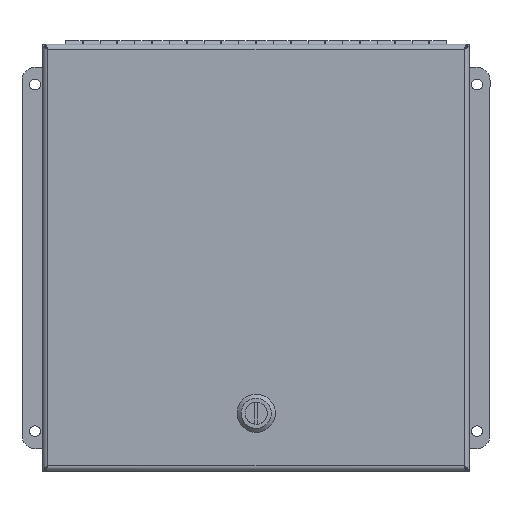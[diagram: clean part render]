
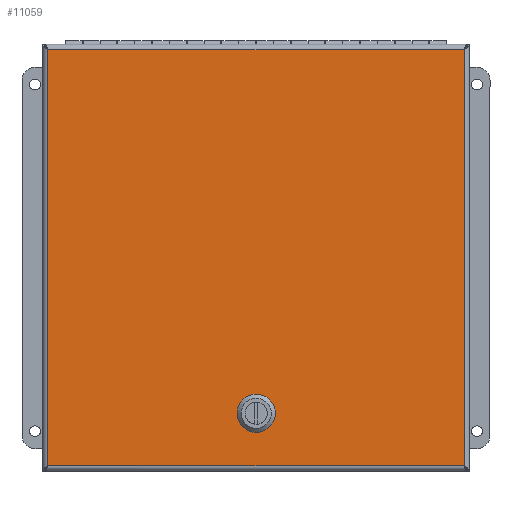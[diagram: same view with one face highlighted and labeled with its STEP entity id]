
A CAD part, top view. The second image highlights one B-rep face of the part: STEP entity #11059.
In plain terms, the highlighted face is planar.
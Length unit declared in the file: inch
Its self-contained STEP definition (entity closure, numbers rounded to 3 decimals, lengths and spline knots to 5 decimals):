
#237=FACE_BOUND('',#1783,.T.);
#316=CIRCLE('',#12019,0.45);
#318=CIRCLE('',#12023,0.45);
#320=CIRCLE('',#12027,0.45);
#322=CIRCLE('',#12031,0.45);
#1138=FACE_OUTER_BOUND('',#1782,.T.);
#1782=EDGE_LOOP('',(#7318,#7319,#7320,#7321));
#1783=EDGE_LOOP('',(#7322,#7323,#7324,#7325,#7326,#7327,#7328,#7329));
#2491=LINE('',#16424,#3526);
#2513=LINE('',#16605,#3548);
#2524=LINE('',#16791,#3559);
#2528=LINE('',#16803,#3563);
#2532=LINE('',#16815,#3567);
#2536=LINE('',#16826,#3571);
#2538=LINE('',#16830,#3573);
#2540=LINE('',#16833,#3575);
#3526=VECTOR('',#13123,0.3937);
#3548=VECTOR('',#13165,0.3937);
#3559=VECTOR('',#13194,0.3937);
#3563=VECTOR('',#13206,0.3937);
#3567=VECTOR('',#13218,0.3937);
#3571=VECTOR('',#13230,0.3937);
#3573=VECTOR('',#13236,0.3937);
#3575=VECTOR('',#13240,0.3937);
#4539=VERTEX_POINT('',#16299);
#4554=VERTEX_POINT('',#16423);
#4564=VERTEX_POINT('',#16520);
#4574=VERTEX_POINT('',#16599);
#4575=VERTEX_POINT('',#16781);
#4576=VERTEX_POINT('',#16782);
#4579=VERTEX_POINT('',#16790);
#4581=VERTEX_POINT('',#16796);
#4583=VERTEX_POINT('',#16802);
#4585=VERTEX_POINT('',#16808);
#4587=VERTEX_POINT('',#16814);
#4589=VERTEX_POINT('',#16820);
#5558=EDGE_CURVE('',#4554,#4539,#2491,.T.);
#5593=EDGE_CURVE('',#4564,#4574,#2513,.T.);
#5607=EDGE_CURVE('',#4575,#4576,#316,.T.);
#5611=EDGE_CURVE('',#4579,#4575,#2524,.T.);
#5614=EDGE_CURVE('',#4581,#4579,#318,.T.);
#5617=EDGE_CURVE('',#4583,#4581,#2528,.T.);
#5620=EDGE_CURVE('',#4585,#4583,#320,.T.);
#5623=EDGE_CURVE('',#4587,#4585,#2532,.T.);
#5626=EDGE_CURVE('',#4589,#4587,#322,.T.);
#5629=EDGE_CURVE('',#4576,#4589,#2536,.T.);
#5631=EDGE_CURVE('',#4574,#4554,#2538,.T.);
#5633=EDGE_CURVE('',#4539,#4564,#2540,.T.);
#7318=ORIENTED_EDGE('',*,*,#5593,.T.);
#7319=ORIENTED_EDGE('',*,*,#5631,.T.);
#7320=ORIENTED_EDGE('',*,*,#5558,.T.);
#7321=ORIENTED_EDGE('',*,*,#5633,.T.);
#7322=ORIENTED_EDGE('',*,*,#5607,.T.);
#7323=ORIENTED_EDGE('',*,*,#5629,.T.);
#7324=ORIENTED_EDGE('',*,*,#5626,.T.);
#7325=ORIENTED_EDGE('',*,*,#5623,.T.);
#7326=ORIENTED_EDGE('',*,*,#5620,.T.);
#7327=ORIENTED_EDGE('',*,*,#5617,.T.);
#7328=ORIENTED_EDGE('',*,*,#5614,.T.);
#7329=ORIENTED_EDGE('',*,*,#5611,.T.);
#10306=PLANE('',#12038);
#11059=ADVANCED_FACE('',(#1138,#237),#10306,.F.);
#12019=AXIS2_PLACEMENT_3D('',#16783,#13186,#13187);
#12023=AXIS2_PLACEMENT_3D('',#16797,#13199,#13200);
#12027=AXIS2_PLACEMENT_3D('',#16809,#13211,#13212);
#12031=AXIS2_PLACEMENT_3D('',#16821,#13223,#13224);
#12038=AXIS2_PLACEMENT_3D('',#16835,#13243,#13244);
#13123=DIRECTION('',(0.,1.,0.));
#13165=DIRECTION('',(0.,-1.,0.));
#13186=DIRECTION('center_axis',(0.,0.,1.));
#13187=DIRECTION('ref_axis',(-0.889,0.458,0.));
#13194=DIRECTION('',(-1.,0.,0.));
#13199=DIRECTION('center_axis',(0.,0.,1.));
#13200=DIRECTION('ref_axis',(0.458,0.889,0.));
#13206=DIRECTION('',(0.,1.,0.));
#13211=DIRECTION('center_axis',(0.,0.,1.));
#13212=DIRECTION('ref_axis',(0.889,-0.458,0.));
#13218=DIRECTION('',(1.,0.,0.));
#13223=DIRECTION('center_axis',(0.,0.,1.));
#13224=DIRECTION('ref_axis',(-0.458,-0.889,0.));
#13230=DIRECTION('',(0.,-1.,0.));
#13236=DIRECTION('',(-1.,0.,0.));
#13240=DIRECTION('',(1.,0.,0.));
#13243=DIRECTION('center_axis',(0.,0.,1.));
#13244=DIRECTION('ref_axis',(1.,0.,0.));
#16299=CARTESIAN_POINT('',(0.15275,12.15975,0.));
#16423=CARTESIAN_POINT('',(0.15275,0.15275,0.));
#16424=CARTESIAN_POINT('',(0.15275,3.1545,0.));
#16520=CARTESIAN_POINT('',(12.15975,12.15975,0.));
#16599=CARTESIAN_POINT('',(12.15975,0.15275,0.));
#16605=CARTESIAN_POINT('',(12.15975,9.158,0.));
#16781=CARTESIAN_POINT('',(10.44634,6.55625,0.));
#16782=CARTESIAN_POINT('',(10.2525,6.36241,0.));
#16783=CARTESIAN_POINT('Origin',(10.6525,6.15625,0.));
#16790=CARTESIAN_POINT('',(10.85866,6.55625,0.));
#16791=CARTESIAN_POINT('',(8.50745,6.55625,0.));
#16796=CARTESIAN_POINT('',(11.0525,6.36241,0.));
#16797=CARTESIAN_POINT('Origin',(10.6525,6.15625,0.));
#16802=CARTESIAN_POINT('',(11.0525,5.95009,0.));
#16803=CARTESIAN_POINT('',(11.0525,6.05317,0.));
#16808=CARTESIAN_POINT('',(10.85866,5.75625,0.));
#16809=CARTESIAN_POINT('Origin',(10.6525,6.15625,0.));
#16814=CARTESIAN_POINT('',(10.44634,5.75625,0.));
#16815=CARTESIAN_POINT('',(8.3013,5.75625,0.));
#16820=CARTESIAN_POINT('',(10.2525,5.95009,0.));
#16821=CARTESIAN_POINT('Origin',(10.6525,6.15625,0.));
#16826=CARTESIAN_POINT('',(10.2525,6.25933,0.));
#16830=CARTESIAN_POINT('',(9.158,0.15275,0.));
#16833=CARTESIAN_POINT('',(3.1545,12.15975,0.));
#16835=CARTESIAN_POINT('Origin',(6.15625,6.15625,0.));
